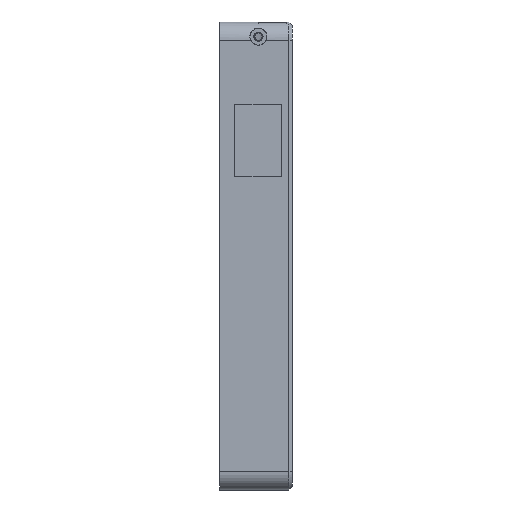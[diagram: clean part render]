
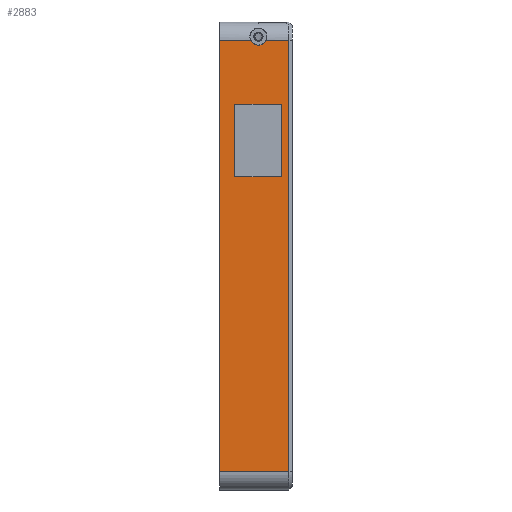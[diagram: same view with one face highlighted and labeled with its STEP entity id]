
A CAD part, left-side view. The second image highlights one B-rep face of the part: STEP entity #2883.
In plain terms, the highlighted planar face has unit normal (-1, 0, 0).
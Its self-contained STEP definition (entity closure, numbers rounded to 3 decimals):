
#3 = LINE ( 'NONE', #4207, #7918 ) ;
#55 = DIRECTION ( 'NONE',  ( 0., 0., 1. ) ) ;
#75 = CARTESIAN_POINT ( 'NONE',  ( -21.75, 14.3, -26. ) ) ;
#163 = EDGE_CURVE ( 'NONE', #937, #3412, #8547, .T. ) ;
#168 = DIRECTION ( 'NONE',  ( 0., 0., 1. ) ) ;
#588 = VECTOR ( 'NONE', #3929, 1000. ) ;
#651 = CARTESIAN_POINT ( 'NONE',  ( -21.75, 1.5, -26. ) ) ;
#679 = VERTEX_POINT ( 'NONE', #2559 ) ;
#680 = DIRECTION ( 'NONE',  ( 0., 1., 0. ) ) ;
#756 = ORIENTED_EDGE ( 'NONE', *, *, #8768, .F. ) ;
#837 = VERTEX_POINT ( 'NONE', #7790 ) ;
#862 = CARTESIAN_POINT ( 'NONE',  ( -21.75, -1.5, -48. ) ) ;
#904 = EDGE_CURVE ( 'NONE', #837, #1293, #1396, .T. ) ;
#937 = VERTEX_POINT ( 'NONE', #7964 ) ;
#957 = VECTOR ( 'NONE', #1759, 1000. ) ;
#970 = AXIS2_PLACEMENT_3D ( 'NONE', #2400, #6653, #5215 ) ;
#1106 = CARTESIAN_POINT ( 'NONE',  ( -21.75, 18.45, 70. ) ) ;
#1135 = EDGE_CURVE ( 'NONE', #2462, #837, #2503, .T. ) ;
#1293 = VERTEX_POINT ( 'NONE', #1344 ) ;
#1344 = CARTESIAN_POINT ( 'NONE',  ( -21.75, 1.5, 52.5 ) ) ;
#1396 = LINE ( 'NONE', #651, #2166 ) ;
#1399 = VERTEX_POINT ( 'NONE', #7173 ) ;
#1423 = CARTESIAN_POINT ( 'NONE',  ( -21.75, -1.5, 70. ) ) ;
#1424 = EDGE_LOOP ( 'NONE', ( #2739, #5487, #6946, #8433, #756, #7663, #7048 ) ) ;
#1514 = LINE ( 'NONE', #75, #4876 ) ;
#1576 = AXIS2_PLACEMENT_3D ( 'NONE', #8063, #3945, #8918 ) ;
#1592 = FACE_BOUND ( 'NONE', #8579, .T. ) ;
#1759 = DIRECTION ( 'NONE',  ( 0., 0., 1. ) ) ;
#1768 = EDGE_CURVE ( 'NONE', #1399, #4449, #2951, .T. ) ;
#1833 = CARTESIAN_POINT ( 'NONE',  ( -21.75, 14.3, 52.5 ) ) ;
#2080 = VECTOR ( 'NONE', #168, 1000. ) ;
#2166 = VECTOR ( 'NONE', #55, 1000. ) ;
#2206 = LINE ( 'NONE', #7819, #2080 ) ;
#2400 = CARTESIAN_POINT ( 'NONE',  ( -21.75, 7.8, 71. ) ) ;
#2415 = CARTESIAN_POINT ( 'NONE',  ( -21.75, -0.5, 70. ) ) ;
#2462 = VERTEX_POINT ( 'NONE', #9143 ) ;
#2503 = LINE ( 'NONE', #7456, #588 ) ;
#2522 = VECTOR ( 'NONE', #680, 1000. ) ;
#2559 = CARTESIAN_POINT ( 'NONE',  ( -21.75, -0.5, -48. ) ) ;
#2614 = EDGE_CURVE ( 'NONE', #937, #3141, #4960, .T. ) ;
#2739 = ORIENTED_EDGE ( 'NONE', *, *, #4022, .F. ) ;
#2790 = DIRECTION ( 'NONE',  ( 0., 1., 0. ) ) ;
#2883 = ADVANCED_FACE ( 'NONE', ( #1592, #5157 ), #7977, .T. ) ;
#2951 = LINE ( 'NONE', #1423, #6061 ) ;
#3141 = VERTEX_POINT ( 'NONE', #6263 ) ;
#3228 = ORIENTED_EDGE ( 'NONE', *, *, #3956, .F. ) ;
#3380 = AXIS2_PLACEMENT_3D ( 'NONE', #3459, #7026, #6283 ) ;
#3412 = VERTEX_POINT ( 'NONE', #1106 ) ;
#3459 = CARTESIAN_POINT ( 'NONE',  ( -21.75, 7.8, 71. ) ) ;
#3469 = EDGE_CURVE ( 'NONE', #1293, #8597, #3, .T. ) ;
#3487 = ORIENTED_EDGE ( 'NONE', *, *, #3469, .F. ) ;
#3929 = DIRECTION ( 'NONE',  ( 0., -1., 0. ) ) ;
#3936 = ORIENTED_EDGE ( 'NONE', *, *, #904, .F. ) ;
#3945 = DIRECTION ( 'NONE',  ( -1., 0., 0. ) ) ;
#3956 = EDGE_CURVE ( 'NONE', #8597, #2462, #1514, .T. ) ;
#4001 = EDGE_CURVE ( 'NONE', #679, #6678, #6383, .T. ) ;
#4022 = EDGE_CURVE ( 'NONE', #6678, #3412, #2206, .T. ) ;
#4207 = CARTESIAN_POINT ( 'NONE',  ( -21.75, -1.5, 52.5 ) ) ;
#4332 = DIRECTION ( 'NONE',  ( 0., 1., 0. ) ) ;
#4449 = VERTEX_POINT ( 'NONE', #7970 ) ;
#4876 = VECTOR ( 'NONE', #6466, 1000. ) ;
#4960 = CIRCLE ( 'NONE', #970, 2.325 ) ;
#4961 = DIRECTION ( 'NONE',  ( 0., 1., 0. ) ) ;
#5157 = FACE_OUTER_BOUND ( 'NONE', #1424, .T. ) ;
#5215 = DIRECTION ( 'NONE',  ( 0., 0., 1. ) ) ;
#5487 = ORIENTED_EDGE ( 'NONE', *, *, #4001, .F. ) ;
#5514 = CARTESIAN_POINT ( 'NONE',  ( -21.75, 18.45, -48. ) ) ;
#5607 = CIRCLE ( 'NONE', #3380, 2.325 ) ;
#5960 = EDGE_CURVE ( 'NONE', #679, #1399, #6628, .T. ) ;
#6061 = VECTOR ( 'NONE', #4332, 1000. ) ;
#6263 = CARTESIAN_POINT ( 'NONE',  ( -21.75, 7.8, 68.675 ) ) ;
#6283 = DIRECTION ( 'NONE',  ( 0., 0., 1. ) ) ;
#6287 = VECTOR ( 'NONE', #4961, 1000. ) ;
#6322 = CARTESIAN_POINT ( 'NONE',  ( -21.75, -1.5, 70. ) ) ;
#6383 = LINE ( 'NONE', #862, #2522 ) ;
#6466 = DIRECTION ( 'NONE',  ( 0., 0., -1. ) ) ;
#6628 = LINE ( 'NONE', #2415, #957 ) ;
#6653 = DIRECTION ( 'NONE',  ( -1., 0., 0. ) ) ;
#6678 = VERTEX_POINT ( 'NONE', #5514 ) ;
#6863 = ORIENTED_EDGE ( 'NONE', *, *, #1135, .F. ) ;
#6946 = ORIENTED_EDGE ( 'NONE', *, *, #5960, .T. ) ;
#7026 = DIRECTION ( 'NONE',  ( -1., 0., 0. ) ) ;
#7048 = ORIENTED_EDGE ( 'NONE', *, *, #163, .T. ) ;
#7173 = CARTESIAN_POINT ( 'NONE',  ( -21.75, -0.5, 70. ) ) ;
#7456 = CARTESIAN_POINT ( 'NONE',  ( -21.75, -1.5, 32.7 ) ) ;
#7663 = ORIENTED_EDGE ( 'NONE', *, *, #2614, .F. ) ;
#7790 = CARTESIAN_POINT ( 'NONE',  ( -21.75, 1.5, 32.7 ) ) ;
#7819 = CARTESIAN_POINT ( 'NONE',  ( -21.75, 18.45, -26. ) ) ;
#7918 = VECTOR ( 'NONE', #2790, 1000. ) ;
#7964 = CARTESIAN_POINT ( 'NONE',  ( -21.75, 9.899, 70. ) ) ;
#7970 = CARTESIAN_POINT ( 'NONE',  ( -21.75, 5.701, 70. ) ) ;
#7977 = PLANE ( 'NONE',  #1576 ) ;
#8063 = CARTESIAN_POINT ( 'NONE',  ( -21.75, -1.5, -26. ) ) ;
#8433 = ORIENTED_EDGE ( 'NONE', *, *, #1768, .T. ) ;
#8547 = LINE ( 'NONE', #6322, #6287 ) ;
#8579 = EDGE_LOOP ( 'NONE', ( #6863, #3228, #3487, #3936 ) ) ;
#8597 = VERTEX_POINT ( 'NONE', #1833 ) ;
#8768 = EDGE_CURVE ( 'NONE', #3141, #4449, #5607, .T. ) ;
#8918 = DIRECTION ( 'NONE',  ( 0., 0., 1. ) ) ;
#9143 = CARTESIAN_POINT ( 'NONE',  ( -21.75, 14.3, 32.7 ) ) ;
